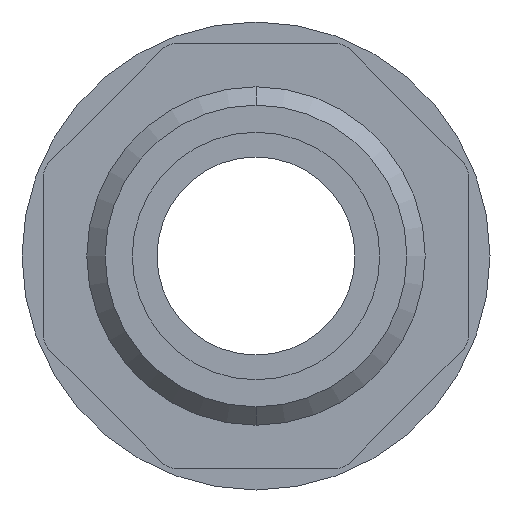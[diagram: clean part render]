
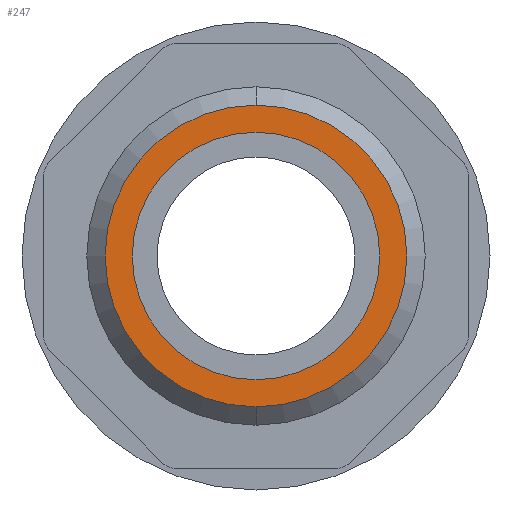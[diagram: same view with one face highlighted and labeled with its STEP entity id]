
A CAD part, front view. The second image highlights one B-rep face of the part: STEP entity #247.
In plain terms, the highlighted planar face has unit normal (0, -1, 0).
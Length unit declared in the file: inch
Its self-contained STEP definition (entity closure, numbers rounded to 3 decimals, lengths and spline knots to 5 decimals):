
#18 = ORIENTED_EDGE ( 'NONE', *, *, #169, .F. ) ;
#49 = EDGE_CURVE ( 'NONE', #179, #50, #1320, .T. ) ;
#50 = VERTEX_POINT ( 'NONE', #1406 ) ;
#140 = EDGE_LOOP ( 'NONE', ( #18, #213 ) ) ;
#142 = ORIENTED_EDGE ( 'NONE', *, *, #49, .F. ) ;
#169 = EDGE_CURVE ( 'NONE', #170, #171, #1488, .T. ) ;
#170 = VERTEX_POINT ( 'NONE', #1501 ) ;
#171 = VERTEX_POINT ( 'NONE', #1500 ) ;
#179 = VERTEX_POINT ( 'NONE', #1551 ) ;
#188 = EDGE_CURVE ( 'NONE', #171, #170, #1539, .T. ) ;
#190 = EDGE_LOOP ( 'NONE', ( #248, #142 ) ) ;
#213 = ORIENTED_EDGE ( 'NONE', *, *, #188, .F. ) ;
#247 = ADVANCED_FACE ( 'NONE', ( #1708, #1702 ), #1701, .T. ) ;
#248 = ORIENTED_EDGE ( 'NONE', *, *, #249, .F. ) ;
#249 = EDGE_CURVE ( 'NONE', #50, #179, #1751, .T. ) ;
#1320 = CIRCLE ( 'NONE', #1366, 0.34375 ) ;
#1364 = DIRECTION ( 'NONE',  ( 0., -1., 0. ) ) ;
#1365 = CARTESIAN_POINT ( 'NONE',  ( 0., 0., 0. ) ) ;
#1366 = AXIS2_PLACEMENT_3D ( 'NONE', #1365, #1364, #1407 ) ;
#1406 = CARTESIAN_POINT ( 'NONE',  ( 0., 0., -0.34375 ) ) ;
#1407 = DIRECTION ( 'NONE',  ( 0., 0., -1. ) ) ;
#1487 = AXIS2_PLACEMENT_3D ( 'NONE', #1494, #1503, #1502 ) ;
#1488 = CIRCLE ( 'NONE', #1487, 0.419 ) ;
#1494 = CARTESIAN_POINT ( 'NONE',  ( 0., 0., 0. ) ) ;
#1500 = CARTESIAN_POINT ( 'NONE',  ( 0., 0., -0.419 ) ) ;
#1501 = CARTESIAN_POINT ( 'NONE',  ( 0., 0., 0.419 ) ) ;
#1502 = DIRECTION ( 'NONE',  ( 0., 0., 1. ) ) ;
#1503 = DIRECTION ( 'NONE',  ( 0., 1., 0. ) ) ;
#1536 = DIRECTION ( 'NONE',  ( 0., 1., 0. ) ) ;
#1537 = CARTESIAN_POINT ( 'NONE',  ( 0., 0., 0. ) ) ;
#1538 = AXIS2_PLACEMENT_3D ( 'NONE', #1537, #1536, #1635 ) ;
#1539 = CIRCLE ( 'NONE', #1538, 0.419 ) ;
#1551 = CARTESIAN_POINT ( 'NONE',  ( 0., 0., 0.34375 ) ) ;
#1635 = DIRECTION ( 'NONE',  ( 0., 0., 1. ) ) ;
#1701 = PLANE ( 'NONE',  #1750 ) ;
#1702 = FACE_OUTER_BOUND ( 'NONE', #140, .T. ) ;
#1708 = FACE_BOUND ( 'NONE', #190, .T. ) ;
#1743 = DIRECTION ( 'NONE',  ( 0., 0., -1. ) ) ;
#1744 = DIRECTION ( 'NONE',  ( 0., -1., 0. ) ) ;
#1745 = CARTESIAN_POINT ( 'NONE',  ( 0., 0., 0. ) ) ;
#1746 = AXIS2_PLACEMENT_3D ( 'NONE', #1745, #1744, #1743 ) ;
#1747 = DIRECTION ( 'NONE',  ( 0., 0., -1. ) ) ;
#1748 = DIRECTION ( 'NONE',  ( 0., -1., 0. ) ) ;
#1749 = CARTESIAN_POINT ( 'NONE',  ( -0.275, 0., 0. ) ) ;
#1750 = AXIS2_PLACEMENT_3D ( 'NONE', #1749, #1748, #1747 ) ;
#1751 = CIRCLE ( 'NONE', #1746, 0.34375 ) ;
